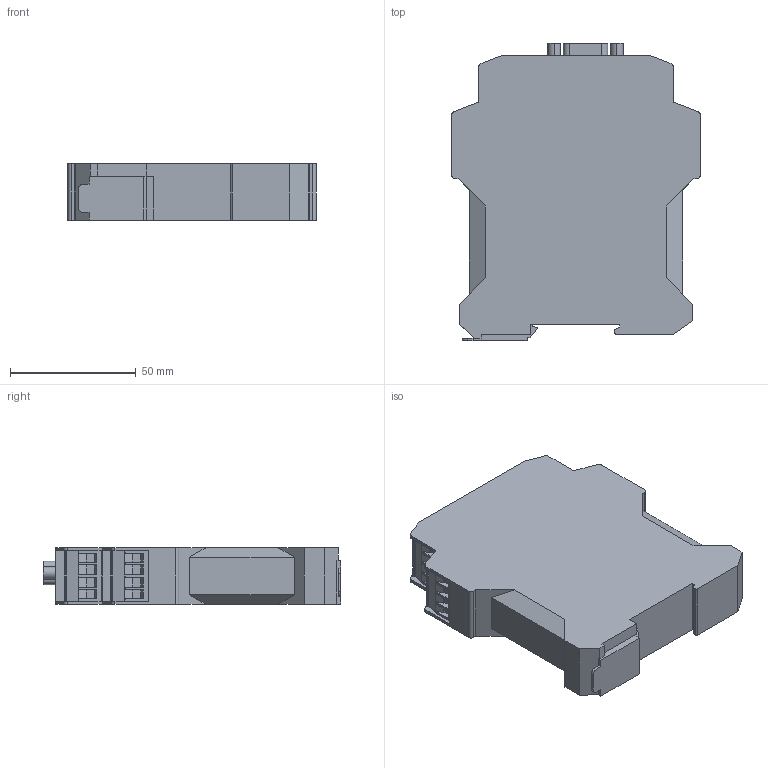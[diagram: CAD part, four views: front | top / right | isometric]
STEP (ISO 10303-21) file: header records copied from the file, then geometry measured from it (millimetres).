
FILE_DESCRIPTION(('SolidDesigner STEP Export'),'2;1');
FILE_NAME('2744461_PSM_ME_RS232_RS232_P_select.stp','2011-09-21T11:22:36',(''),(''),'CoCreate Modeling STEP processor for AP214 (Solid Model)','CoCreate Modeling 16.00A 16-Aug-2008 (C) Parametric Technology GmbH','');
FILE_SCHEMA(('AUTOMOTIVE_DESIGN { 1 0 10303 214 1 1 1 1 }'));
Length unit declared in the file: millimetre
Products named in the file (2): 2744461_PSM_ME_RS232_RS232_P_select
Assembly tree (1 placements, depth 2):
  2744461_PSM_ME_RS232_RS232_P_select
    2744461_PSM_ME_RS232_RS232_P_select
Bounding box: 99 x 118.6 x 22.6 mm (x, y, z)
Volume: 213923.5 mm3; surface area: 32386.4 mm2
Topology: 1 solids, 1 shells, 270 faces, 733 edges, 486 vertices
Faces by surface type: plane 206, cylinder 64
Entity records: 10161 total; most frequent: ORIENTED_EDGE 1466, CARTESIAN_POINT 1384, DIRECTION 1241, EDGE_CURVE 733, VECTOR 555, LINE 555, VERTEX_POINT 486, AXIS2_PLACEMENT_3D 343
